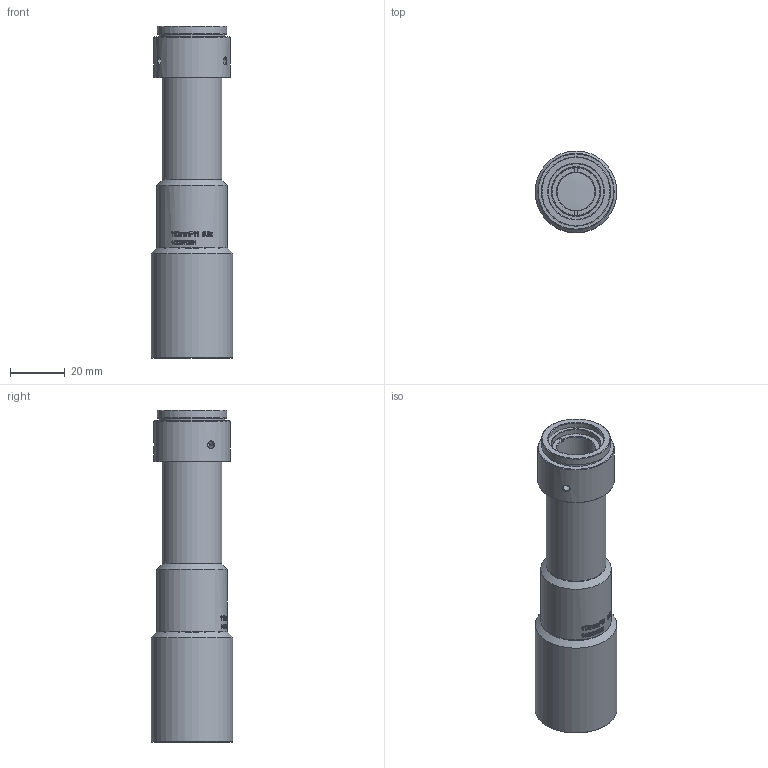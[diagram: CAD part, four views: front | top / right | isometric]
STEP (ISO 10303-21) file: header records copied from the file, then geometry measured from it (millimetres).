
FILE_DESCRIPTION(/* description */ (''),/* implementation_level */ '2;1');
FILE_NAME(/* name */ 'TL080110B_外形3D.stp',/* time_stamp */ '2022-09-13T14:09:53+08:00',/* author */ (''),/* organization */ (''),/* preprocessor_version */ 'ST-DEVELOPER v16',/* originating_system */ 'SIEMENS PLM Software NX 10.0',/* authorisation */ '');
FILE_SCHEMA (('AUTOMOTIVE_DESIGN { 1 0 10303 214 3 1 1 1 }'));
Length unit declared in the file: millimetre
Products named in the file (1): FLY1BD435574x08
Bounding box: 30 x 30 x 121.79 mm (x, y, z)
Volume: 37635.7 mm3; surface area: 27145.2 mm2
Topology: 9 solids, 9 shells, 482 faces, 1174 edges, 769 vertices
Faces by surface type: plane 193, extrusion 145, cone 69, cylinder 66, bspline 5, sphere 4
Full cylindrical faces by diameter (mm): 2.5 x3, 11 x1, 12.4 x1, 13.2 x1, 14 x2, 15 x2, 16 x1, 16.4 x2, 16.8 x1, 17 x4, 17.2 x1, 17.4 x1, 17.6 x1, 17.8 x4, 18 x3, 18.2 x2, 18.4 x1, 19 x1, 19.2 x1, 20.2 x1, 20.4 x1, 21 x1, 21.6 x2, 21.7 x2, 22 x1, 22.4 x2, 22.5 x1, 23.6 x1, 24 x3, 25.4 x2
Entity records: 18077 total; most frequent: CARTESIAN_POINT 7985, ORIENTED_EDGE 2048, DIRECTION 1629, EDGE_CURVE 1024, VERTEX_POINT 737, EDGE_LOOP 677, B_SPLINE_CURVE_WITH_KNOTS 590, AXIS2_PLACEMENT_3D 572
